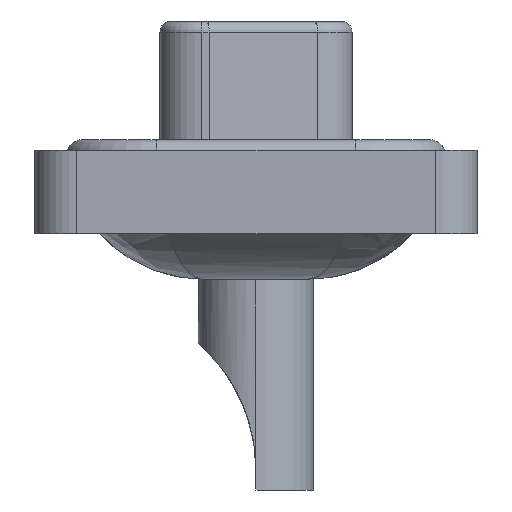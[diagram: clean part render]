
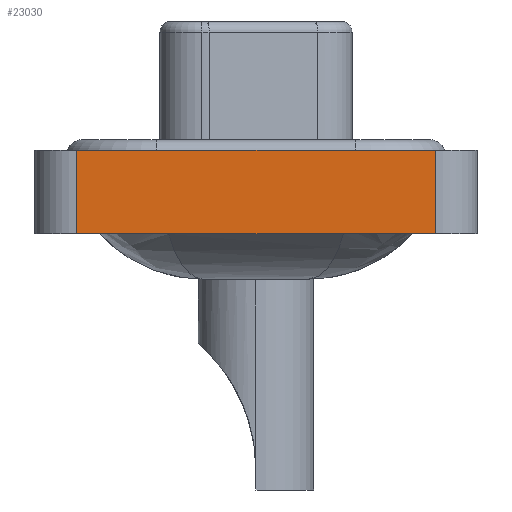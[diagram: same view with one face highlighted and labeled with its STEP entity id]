
A CAD part, left-side view. The second image highlights one B-rep face of the part: STEP entity #23030.
In plain terms, the highlighted planar face has unit normal (-1, 0, 0).
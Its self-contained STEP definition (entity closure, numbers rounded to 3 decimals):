
#70 = VECTOR ( 'NONE', #4564, 1000. ) ;
#443 = VERTEX_POINT ( 'NONE', #9338 ) ;
#600 = ORIENTED_EDGE ( 'NONE', *, *, #8478, .T. ) ;
#1047 = DIRECTION ( 'NONE',  ( 0., 0., 1. ) ) ;
#1070 = DIRECTION ( 'NONE',  ( 0., -1., 0. ) ) ;
#1314 = ORIENTED_EDGE ( 'NONE', *, *, #3754, .F. ) ;
#1362 = ORIENTED_EDGE ( 'NONE', *, *, #2945, .T. ) ;
#2945 = EDGE_CURVE ( 'NONE', #20985, #11339, #3991, .T. ) ;
#2974 = LINE ( 'NONE', #10269, #3128 ) ;
#3128 = VECTOR ( 'NONE', #1070, 1000. ) ;
#3754 = EDGE_CURVE ( 'NONE', #20668, #11339, #4806, .T. ) ;
#3991 = LINE ( 'NONE', #9396, #7651 ) ;
#4185 = EDGE_LOOP ( 'NONE', ( #1362, #1314, #8120, #600 ) ) ;
#4564 = DIRECTION ( 'NONE',  ( 0., -1., 0. ) ) ;
#4583 = FACE_OUTER_BOUND ( 'NONE', #4185, .T. ) ;
#4806 = LINE ( 'NONE', #4920, #70 ) ;
#4920 = CARTESIAN_POINT ( 'NONE',  ( -7.35, -8.55, 0.4 ) ) ;
#6055 = AXIS2_PLACEMENT_3D ( 'NONE', #8293, #18931, #22620 ) ;
#7651 = VECTOR ( 'NONE', #9039, 1000. ) ;
#8120 = ORIENTED_EDGE ( 'NONE', *, *, #16324, .F. ) ;
#8293 = CARTESIAN_POINT ( 'NONE',  ( -7.35, -8.55, -3.6 ) ) ;
#8478 = EDGE_CURVE ( 'NONE', #443, #20985, #2974, .T. ) ;
#9039 = DIRECTION ( 'NONE',  ( 0., 0., 1. ) ) ;
#9338 = CARTESIAN_POINT ( 'NONE',  ( -7.35, 8.55, -3.6 ) ) ;
#9396 = CARTESIAN_POINT ( 'NONE',  ( -7.35, -8.55, -3.6 ) ) ;
#10269 = CARTESIAN_POINT ( 'NONE',  ( -7.35, -8.55, -3.6 ) ) ;
#10366 = LINE ( 'NONE', #10494, #19873 ) ;
#10494 = CARTESIAN_POINT ( 'NONE',  ( -7.35, 8.55, -3.6 ) ) ;
#11339 = VERTEX_POINT ( 'NONE', #20755 ) ;
#12307 = CARTESIAN_POINT ( 'NONE',  ( -7.35, -8.55, -3.6 ) ) ;
#14718 = CARTESIAN_POINT ( 'NONE',  ( -7.35, 8.55, 0.4 ) ) ;
#15485 = PLANE ( 'NONE',  #6055 ) ;
#16324 = EDGE_CURVE ( 'NONE', #443, #20668, #10366, .T. ) ;
#18931 = DIRECTION ( 'NONE',  ( -1., 0., 0. ) ) ;
#19873 = VECTOR ( 'NONE', #1047, 1000. ) ;
#20668 = VERTEX_POINT ( 'NONE', #14718 ) ;
#20755 = CARTESIAN_POINT ( 'NONE',  ( -7.35, -8.55, 0.4 ) ) ;
#20985 = VERTEX_POINT ( 'NONE', #12307 ) ;
#22620 = DIRECTION ( 'NONE',  ( 0., 0., 1. ) ) ;
#23030 = ADVANCED_FACE ( 'NONE', ( #4583 ), #15485, .T. ) ;
